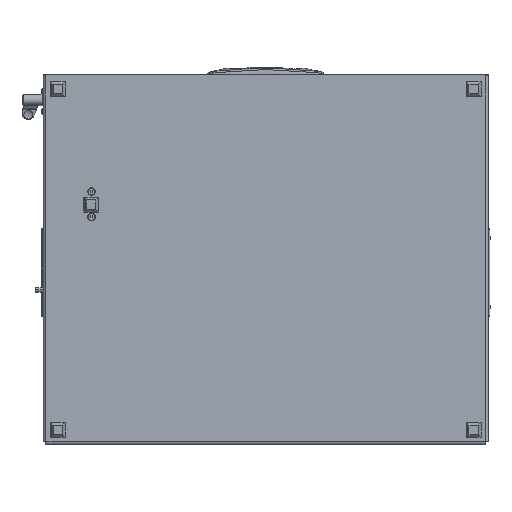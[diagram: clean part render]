
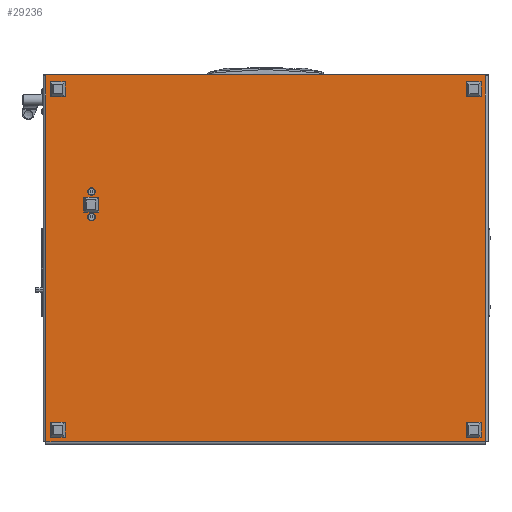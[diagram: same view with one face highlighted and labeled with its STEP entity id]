
A CAD part, front view. The second image highlights one B-rep face of the part: STEP entity #29236.
In plain terms, the highlighted face is planar.
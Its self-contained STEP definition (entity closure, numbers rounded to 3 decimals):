
#586 = CARTESIAN_POINT ( 'NONE',  ( 160., 545., 0. ) ) ;
#929 = CARTESIAN_POINT ( 'NONE',  ( 506., 608., 0. ) ) ;
#2066 = VERTEX_POINT ( 'NONE', #929 ) ;
#2121 = EDGE_CURVE ( 'NONE', #39518, #5692, #22415, .T. ) ;
#2630 = VERTEX_POINT ( 'NONE', #39719 ) ;
#4326 = VECTOR ( 'NONE', #40535, 1000. ) ;
#4376 = DIRECTION ( 'NONE',  ( 0., 0., -1. ) ) ;
#4599 = PLANE ( 'NONE',  #38948 ) ;
#5311 = EDGE_CURVE ( 'NONE', #34190, #33020, #27546, .T. ) ;
#5692 = VERTEX_POINT ( 'NONE', #33196 ) ;
#6057 = CARTESIAN_POINT ( 'NONE',  ( 0., 610., 0. ) ) ;
#6060 = ORIENTED_EDGE ( 'NONE', *, *, #23100, .F. ) ;
#7946 = CARTESIAN_POINT ( 'NONE',  ( 0., 0., 0. ) ) ;
#8009 = CARTESIAN_POINT ( 'NONE',  ( -2., -2., 0. ) ) ;
#8211 = ORIENTED_EDGE ( 'NONE', *, *, #24160, .F. ) ;
#8540 = ORIENTED_EDGE ( 'NONE', *, *, #2121, .F. ) ;
#8653 = VERTEX_POINT ( 'NONE', #23340 ) ;
#8729 = VERTEX_POINT ( 'NONE', #8009 ) ;
#8807 = DIRECTION ( 'NONE',  ( -1., 0., 0. ) ) ;
#9501 = EDGE_CURVE ( 'NONE', #8729, #8653, #17531, .T. ) ;
#9505 = LINE ( 'NONE', #6057, #15069 ) ;
#9713 = DIRECTION ( 'NONE',  ( 1., 0., 0. ) ) ;
#11065 = FACE_OUTER_BOUND ( 'NONE', #40277, .T. ) ;
#12050 = ORIENTED_EDGE ( 'NONE', *, *, #35542, .T. ) ;
#13349 = ORIENTED_EDGE ( 'NONE', *, *, #24947, .F. ) ;
#13471 = CIRCLE ( 'NONE', #39702, 5.2 ) ;
#14072 = CARTESIAN_POINT ( 'NONE',  ( -2., -4., 0. ) ) ;
#14215 = DIRECTION ( 'NONE',  ( 0., 1., 0. ) ) ;
#15069 = VECTOR ( 'NONE', #9713, 1000. ) ;
#15211 = VERTEX_POINT ( 'NONE', #23829 ) ;
#15917 = VECTOR ( 'NONE', #8807, 1000. ) ;
#16285 = CARTESIAN_POINT ( 'NONE',  ( 0., 608., 0. ) ) ;
#16500 = DIRECTION ( 'NONE',  ( 0., 1., 0. ) ) ;
#17463 = EDGE_CURVE ( 'NONE', #2066, #15211, #39212, .T. ) ;
#17531 = LINE ( 'NONE', #14072, #23325 ) ;
#17605 = EDGE_CURVE ( 'NONE', #33020, #34190, #13471, .T. ) ;
#18281 = CARTESIAN_POINT ( 'NONE',  ( 0., -2., 0. ) ) ;
#19034 = VERTEX_POINT ( 'NONE', #37253 ) ;
#19129 = LINE ( 'NONE', #18281, #15917 ) ;
#19190 = ORIENTED_EDGE ( 'NONE', *, *, #5311, .F. ) ;
#20201 = CARTESIAN_POINT ( 'NONE',  ( 165.2, 545., 0. ) ) ;
#22415 = CIRCLE ( 'NONE', #27960, 5.2 ) ;
#22495 = CARTESIAN_POINT ( 'NONE',  ( 200.2, 545., 0. ) ) ;
#23100 = EDGE_CURVE ( 'NONE', #23225, #42275, #39649, .T. ) ;
#23225 = VERTEX_POINT ( 'NONE', #37244 ) ;
#23325 = VECTOR ( 'NONE', #37201, 1000. ) ;
#23340 = CARTESIAN_POINT ( 'NONE',  ( -2., 610., 0. ) ) ;
#23707 = EDGE_CURVE ( 'NONE', #15211, #19034, #27620, .T. ) ;
#23829 = CARTESIAN_POINT ( 'NONE',  ( 0., 608., 0. ) ) ;
#24160 = EDGE_CURVE ( 'NONE', #5692, #39518, #31857, .T. ) ;
#24275 = AXIS2_PLACEMENT_3D ( 'NONE', #586, #27570, #36858 ) ;
#24947 = EDGE_CURVE ( 'NONE', #42275, #2630, #40743, .T. ) ;
#25088 = DIRECTION ( 'NONE',  ( 0., 0., -1. ) ) ;
#26301 = VECTOR ( 'NONE', #39030, 1000. ) ;
#26781 = ORIENTED_EDGE ( 'NONE', *, *, #17463, .F. ) ;
#27546 = CIRCLE ( 'NONE', #28906, 5.2 ) ;
#27570 = DIRECTION ( 'NONE',  ( 0., 0., -1. ) ) ;
#27620 = LINE ( 'NONE', #37561, #40883 ) ;
#27762 = VECTOR ( 'NONE', #16500, 1000. ) ;
#27960 = AXIS2_PLACEMENT_3D ( 'NONE', #38274, #25088, #38488 ) ;
#27978 = VECTOR ( 'NONE', #33167, 1000. ) ;
#28906 = AXIS2_PLACEMENT_3D ( 'NONE', #37105, #40557, #30418 ) ;
#29236 = ADVANCED_FACE ( 'NONE', ( #37199, #33970, #11065 ), #4599, .T. ) ;
#29363 = CARTESIAN_POINT ( 'NONE',  ( 0., 0., 0. ) ) ;
#30418 = DIRECTION ( 'NONE',  ( -1., 0., 0. ) ) ;
#30731 = DIRECTION ( 'NONE',  ( -1., 0., 0. ) ) ;
#31390 = CARTESIAN_POINT ( 'NONE',  ( 0., 608., 0. ) ) ;
#31709 = CARTESIAN_POINT ( 'NONE',  ( 506., 608., 0. ) ) ;
#31848 = ORIENTED_EDGE ( 'NONE', *, *, #23707, .F. ) ;
#31857 = CIRCLE ( 'NONE', #24275, 5.2 ) ;
#32367 = DIRECTION ( 'NONE',  ( 0., 0., -1. ) ) ;
#32964 = CARTESIAN_POINT ( 'NONE',  ( 0., -4., 0. ) ) ;
#33020 = VERTEX_POINT ( 'NONE', #22495 ) ;
#33167 = DIRECTION ( 'NONE',  ( -1., 0., 0. ) ) ;
#33196 = CARTESIAN_POINT ( 'NONE',  ( 154.8, 545., 0. ) ) ;
#33399 = EDGE_CURVE ( 'NONE', #8653, #19034, #9505, .T. ) ;
#33578 = ORIENTED_EDGE ( 'NONE', *, *, #35617, .T. ) ;
#33970 = FACE_BOUND ( 'NONE', #34346, .T. ) ;
#34190 = VERTEX_POINT ( 'NONE', #34545 ) ;
#34346 = EDGE_LOOP ( 'NONE', ( #19190, #38128 ) ) ;
#34545 = CARTESIAN_POINT ( 'NONE',  ( 189.8, 545., 0. ) ) ;
#35542 = EDGE_CURVE ( 'NONE', #2066, #2630, #38601, .T. ) ;
#35617 = EDGE_CURVE ( 'NONE', #23225, #8729, #19129, .T. ) ;
#35762 = ORIENTED_EDGE ( 'NONE', *, *, #9501, .T. ) ;
#36858 = DIRECTION ( 'NONE',  ( -1., 0., 0. ) ) ;
#37105 = CARTESIAN_POINT ( 'NONE',  ( 195., 545., 0. ) ) ;
#37199 = FACE_BOUND ( 'NONE', #37664, .T. ) ;
#37201 = DIRECTION ( 'NONE',  ( 0., 1., 0. ) ) ;
#37244 = CARTESIAN_POINT ( 'NONE',  ( 0., -2., 0. ) ) ;
#37253 = CARTESIAN_POINT ( 'NONE',  ( 0., 610., 0. ) ) ;
#37561 = CARTESIAN_POINT ( 'NONE',  ( 0., -4., 0. ) ) ;
#37664 = EDGE_LOOP ( 'NONE', ( #8211, #8540 ) ) ;
#38128 = ORIENTED_EDGE ( 'NONE', *, *, #17605, .F. ) ;
#38274 = CARTESIAN_POINT ( 'NONE',  ( 160., 545., 0. ) ) ;
#38488 = DIRECTION ( 'NONE',  ( -1., 0., 0. ) ) ;
#38601 = LINE ( 'NONE', #31709, #26301 ) ;
#38817 = ORIENTED_EDGE ( 'NONE', *, *, #33399, .T. ) ;
#38833 = DIRECTION ( 'NONE',  ( -1., 0., 0. ) ) ;
#38948 = AXIS2_PLACEMENT_3D ( 'NONE', #31390, #4376, #30731 ) ;
#39030 = DIRECTION ( 'NONE',  ( 0., -1., 0. ) ) ;
#39212 = LINE ( 'NONE', #16285, #27978 ) ;
#39518 = VERTEX_POINT ( 'NONE', #20201 ) ;
#39649 = LINE ( 'NONE', #32964, #27762 ) ;
#39702 = AXIS2_PLACEMENT_3D ( 'NONE', #42270, #32367, #38833 ) ;
#39719 = CARTESIAN_POINT ( 'NONE',  ( 506., 0., 0. ) ) ;
#40277 = EDGE_LOOP ( 'NONE', ( #6060, #33578, #35762, #38817, #31848, #26781, #12050, #13349 ) ) ;
#40535 = DIRECTION ( 'NONE',  ( 1., 0., 0. ) ) ;
#40557 = DIRECTION ( 'NONE',  ( 0., 0., -1. ) ) ;
#40743 = LINE ( 'NONE', #7946, #4326 ) ;
#40883 = VECTOR ( 'NONE', #14215, 1000. ) ;
#42270 = CARTESIAN_POINT ( 'NONE',  ( 195., 545., 0. ) ) ;
#42275 = VERTEX_POINT ( 'NONE', #29363 ) ;
